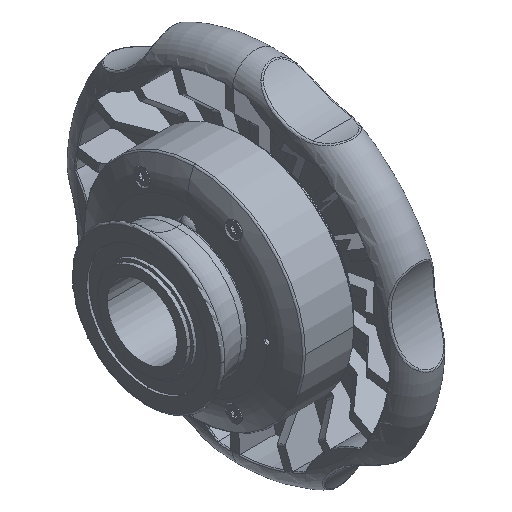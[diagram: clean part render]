
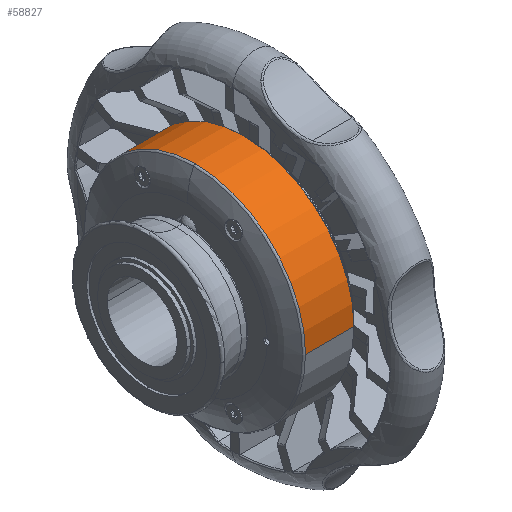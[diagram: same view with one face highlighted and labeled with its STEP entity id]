
A CAD part, isometric view. The second image highlights one B-rep face of the part: STEP entity #58827.
In plain terms, the highlighted cylindrical face has radius 55.4 mm (diameter 110.8 mm), a partial arc.
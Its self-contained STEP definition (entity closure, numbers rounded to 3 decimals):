
#2953 = DIRECTION ( 'NONE',  ( 1., 0., 0. ) ) ;
#4242 = CARTESIAN_POINT ( 'NONE',  ( 5.8, -55.4, 0. ) ) ;
#5107 = CARTESIAN_POINT ( 'NONE',  ( -18.57, 0., 0. ) ) ;
#6353 = VERTEX_POINT ( 'NONE', #62252 ) ;
#6987 = CARTESIAN_POINT ( 'NONE',  ( 85.845, -55.4, 0. ) ) ;
#7036 = CARTESIAN_POINT ( 'NONE',  ( -18.57, 55.4, 0. ) ) ;
#8267 = CARTESIAN_POINT ( 'NONE',  ( -18.57, 0., 55.4 ) ) ;
#11151 = CIRCLE ( 'NONE', #20487, 55.4 ) ;
#13373 = EDGE_LOOP ( 'NONE', ( #69464, #24263, #71500, #46895, #39859 ) ) ;
#13536 = CARTESIAN_POINT ( 'NONE',  ( 85.845, 55.4, 0. ) ) ;
#13587 = LINE ( 'NONE', #6987, #55538 ) ;
#14013 = CARTESIAN_POINT ( 'NONE',  ( -18.57, 0., 0. ) ) ;
#14663 = VERTEX_POINT ( 'NONE', #4242 ) ;
#19546 = FACE_OUTER_BOUND ( 'NONE', #13373, .T. ) ;
#20018 = AXIS2_PLACEMENT_3D ( 'NONE', #34938, #69068, #31891 ) ;
#20487 = AXIS2_PLACEMENT_3D ( 'NONE', #5107, #50217, #61965 ) ;
#20849 = DIRECTION ( 'NONE',  ( 1., 0., 0. ) ) ;
#21206 = EDGE_CURVE ( 'NONE', #25798, #14663, #35802, .T. ) ;
#21730 = AXIS2_PLACEMENT_3D ( 'NONE', #32222, #20849, #42112 ) ;
#24263 = ORIENTED_EDGE ( 'NONE', *, *, #36689, .T. ) ;
#24853 = DIRECTION ( 'NONE',  ( 1., 0., 0. ) ) ;
#25798 = VERTEX_POINT ( 'NONE', #53916 ) ;
#26071 = CIRCLE ( 'NONE', #36605, 55.4 ) ;
#31891 = DIRECTION ( 'NONE',  ( 0., 1., 0. ) ) ;
#32222 = CARTESIAN_POINT ( 'NONE',  ( 5.8, 0., 0. ) ) ;
#34904 = DIRECTION ( 'NONE',  ( -1., 0., 0. ) ) ;
#34938 = CARTESIAN_POINT ( 'NONE',  ( 85.845, 0., 0. ) ) ;
#35288 = VERTEX_POINT ( 'NONE', #7036 ) ;
#35802 = CIRCLE ( 'NONE', #21730, 55.4 ) ;
#36362 = DIRECTION ( 'NONE',  ( 0., 0., 1. ) ) ;
#36605 = AXIS2_PLACEMENT_3D ( 'NONE', #14013, #34904, #36362 ) ;
#36689 = EDGE_CURVE ( 'NONE', #6353, #14663, #13587, .T. ) ;
#39400 = EDGE_CURVE ( 'NONE', #60944, #35288, #26071, .T. ) ;
#39859 = ORIENTED_EDGE ( 'NONE', *, *, #39400, .F. ) ;
#42112 = DIRECTION ( 'NONE',  ( 0., -1., 0. ) ) ;
#46895 = ORIENTED_EDGE ( 'NONE', *, *, #50502, .F. ) ;
#47482 = EDGE_CURVE ( 'NONE', #6353, #60944, #11151, .T. ) ;
#50217 = DIRECTION ( 'NONE',  ( -1., 0., 0. ) ) ;
#50502 = EDGE_CURVE ( 'NONE', #35288, #25798, #64527, .T. ) ;
#53916 = CARTESIAN_POINT ( 'NONE',  ( 5.8, 55.4, 0. ) ) ;
#55538 = VECTOR ( 'NONE', #2953, 1000. ) ;
#55655 = VECTOR ( 'NONE', #24853, 1000. ) ;
#58827 = ADVANCED_FACE ( 'NONE', ( #19546 ), #63240, .T. ) ;
#60944 = VERTEX_POINT ( 'NONE', #8267 ) ;
#61965 = DIRECTION ( 'NONE',  ( 0., 0., 1. ) ) ;
#62252 = CARTESIAN_POINT ( 'NONE',  ( -18.57, -55.4, 0. ) ) ;
#63240 = CYLINDRICAL_SURFACE ( 'NONE', #20018, 55.4 ) ;
#64527 = LINE ( 'NONE', #13536, #55655 ) ;
#69068 = DIRECTION ( 'NONE',  ( 1., 0., 0. ) ) ;
#69464 = ORIENTED_EDGE ( 'NONE', *, *, #47482, .F. ) ;
#71500 = ORIENTED_EDGE ( 'NONE', *, *, #21206, .F. ) ;
